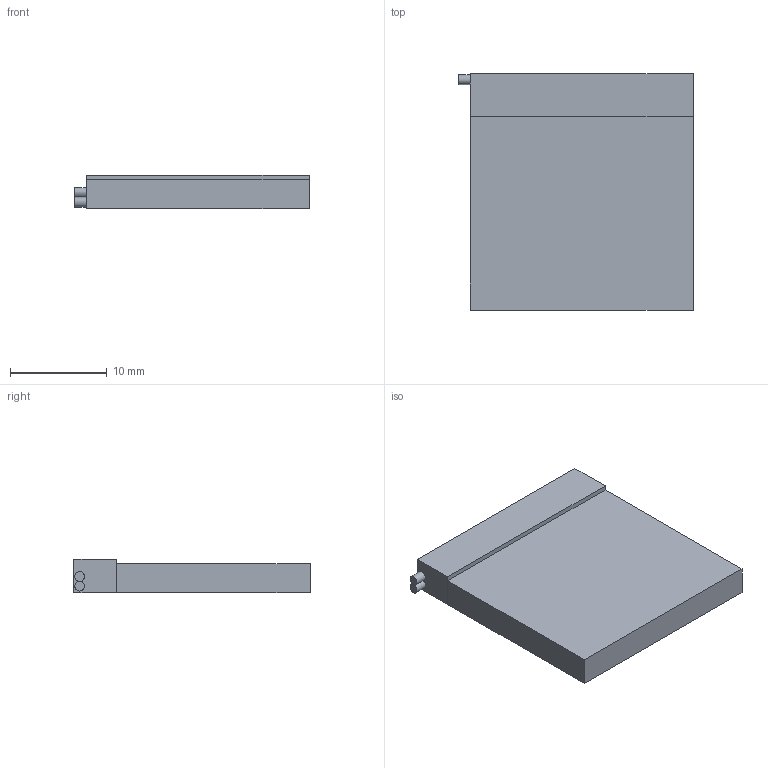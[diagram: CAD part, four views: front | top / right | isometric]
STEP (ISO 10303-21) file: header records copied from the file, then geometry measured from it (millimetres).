
FILE_DESCRIPTION(('FreeCAD Model'),'2;1');
FILE_NAME('LiPo_302323.step','2020-07-28T12:53:02',('Author'),(''), 'Open CASCADE STEP processor 7.3','FreeCAD','Unknown');
FILE_SCHEMA(('AUTOMOTIVE_DESIGN { 1 0 10303 214 1 1 1 1 }'));
Length unit declared in the file: millimetre
Products named in the file (4): LiPo; Plus; Minus; Protection
Bounding box: 24.2 x 24.4 x 3.5 mm (x, y, z)
Volume: 1737.3 mm3; surface area: 1587.9 mm2
Topology: 4 solids, 4 shells, 18 faces, 30 edges, 20 vertices
Faces by surface type: plane 16, cylinder 2
Full cylindrical faces by diameter (mm): 1 x2
Entity records: 886 total; most frequent: DIRECTION 132, CARTESIAN_POINT 129, LINE 82, VECTOR 82, ORIENTED_EDGE 60, PCURVE 60, DEFINITIONAL_REPRESENTATION 60, EDGE_CURVE 30
